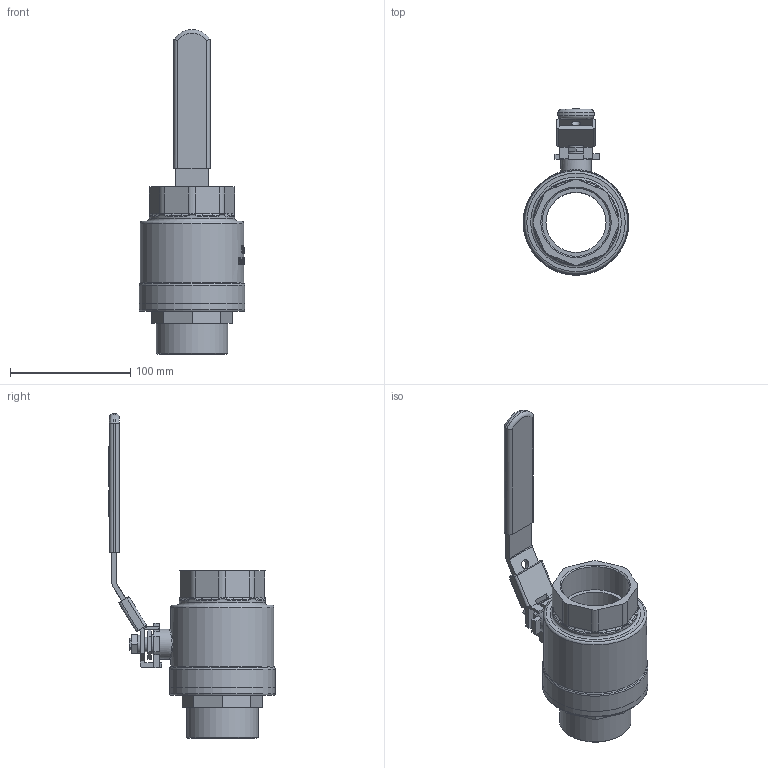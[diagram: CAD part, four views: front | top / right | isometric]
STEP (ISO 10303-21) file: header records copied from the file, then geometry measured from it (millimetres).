
FILE_DESCRIPTION(/* description */ ('789009'),/* implementation_level */ '2;1');
FILE_NAME(/* name */ '789009.stp',/* time_stamp */ '2019-05-14T14:12:58+02:00',/* author */ ('jmorand'),/* organization */ ('Sferaco'),/* preprocessor_version */ 'ST-DEVELOPER v17.2',/* originating_system */ 'Autodesk Inventor 2019',/* authorisation */ '');
FILE_SCHEMA (('AUTOMOTIVE_DESIGN { 1 0 10303 214 3 1 1 }'));
Length unit declared in the file: millimetre
Products named in the file (1): 789009_bd
Bounding box: 88 x 138.5 x 270.5 mm (x, y, z)
Volume: 420725.4 mm3; surface area: 110737.4 mm2
Topology: 9 solids, 9 shells, 827 faces, 2194 edges, 1446 vertices
Faces by surface type: bspline 393, plane 313, cylinder 100, torus 15, cone 6
Full cylindrical faces by diameter (mm): 7.6 x1, 8.376 x1, 12.4 x1, 13 x1, 15.294 x1, 16 x1, 25 x1, 50 x2, 56.656 x1, 59.614 x1, 71.5 x1, 86 x1, 88 x2
Entity records: 33602 total; most frequent: CARTESIAN_POINT 14619, ORIENTED_EDGE 4388, DIRECTION 2540, EDGE_CURVE 2194, VERTEX_POINT 1446, LINE 1112, VECTOR 1112, EDGE_LOOP 902
